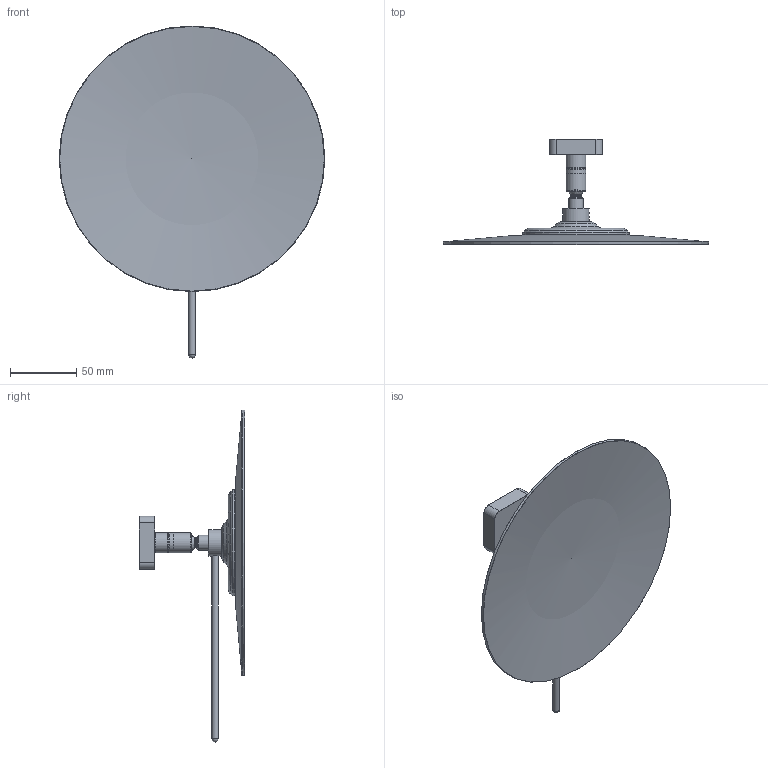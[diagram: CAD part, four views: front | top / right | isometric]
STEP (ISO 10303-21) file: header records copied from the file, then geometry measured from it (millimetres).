
FILE_DESCRIPTION(/* description */ ('Unknown'),/* implementation_level */ '2;1');
FILE_NAME(/* name */ 'GLA20',/* time_stamp */ '2021-07-21T17:28:30+02:00',/* author */ ('Unknown'),/* organization */ ('Unknown'),/* preprocessor_version */ 'ST-DEVELOPER v16.7',/* originating_system */ 'DEX',/* authorisation */ $);
FILE_SCHEMA (('AUTOMOTIVE_DESIGN {1 0 10303 214 3 1 1}'));
Length unit declared in the file: millimetre
Products named in the file (11): GLA20-00; SNOSPEM.PART1; SNOSPEM.PART2; AASPEM.GAL; Componente1; GLA20-001_oa_0; SPECV.200_1; PARSPE.YOU; ANESNOSPE.YOU_1; GLA01-01; ASTSNOSPE.YOU_1
Assembly tree (10 placements, depth 3):
  GLA20-00
    SNOSPEM.PART1
    SNOSPEM.PART2
    AASPEM.GAL
      Componente1
    GLA20-001_oa_0
      SPECV.200_1
      PARSPE.YOU
      ANESNOSPE.YOU_1
    GLA01-01
    ASTSNOSPE.YOU_1
Bounding box: 199.98 x 79.17 x 249.99 mm (x, y, z)
Volume: 90100.6 mm3; surface area: 89783.5 mm2
Topology: 8 solids, 8 shells, 116 faces, 246 edges, 153 vertices
Faces by surface type: cylinder 38, plane 28, torus 27, cone 18, sphere 4, bspline 1
Full cylindrical faces by diameter (mm): 3.332 x1, 4.234 x2, 4.901 x1, 5 x1, 5.035 x2, 5.2 x1, 6.2 x1, 6.4 x1, 7.8 x1, 9 x1, 9.036 x1, 9.2 x1, 10.2 x1, 11.2 x1, 12 x1, 12.2 x1, 13.036 x1, 13.884 x1, 15 x2, 17 x1, 20 x1, 77 x1, 80 x1
Entity records: 3355 total; most frequent: CARTESIAN_POINT 653, DIRECTION 512, ORIENTED_EDGE 298, AXIS2_PLACEMENT_3D 244, EDGE_LOOP 210, FACE_BOUND 210, EDGE_CURVE 149, VERTEX_POINT 125
